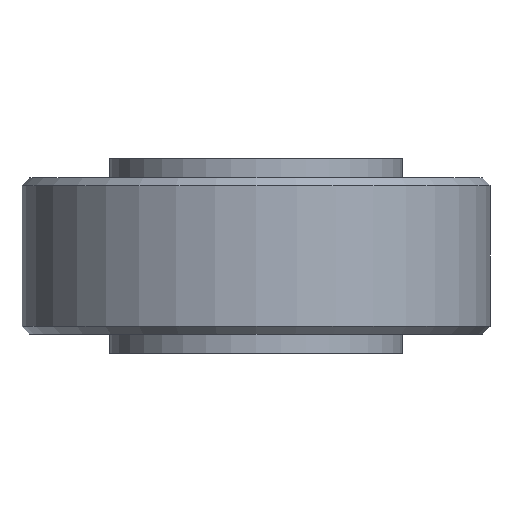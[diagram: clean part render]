
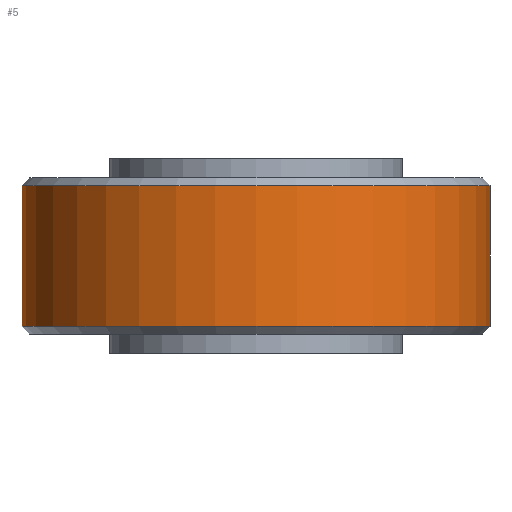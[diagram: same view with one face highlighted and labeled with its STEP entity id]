
A CAD part, front view. The second image highlights one B-rep face of the part: STEP entity #5.
In plain terms, the highlighted cylindrical face has radius 4.763 mm (diameter 9.525 mm), a partial arc.
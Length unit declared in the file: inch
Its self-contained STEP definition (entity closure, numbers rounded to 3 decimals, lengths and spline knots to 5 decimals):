
#5 = ADVANCED_FACE ( 'NONE', ( #1136 ), #1247, .T. ) ;
#12 = AXIS2_PLACEMENT_3D ( 'NONE', #144, #29, #489 ) ;
#22 = EDGE_CURVE ( 'NONE', #645, #1116, #856, .T. ) ;
#29 = DIRECTION ( 'NONE',  ( 0., 0., 1. ) ) ;
#116 = EDGE_CURVE ( 'NONE', #645, #1328, #676, .T. ) ;
#117 = VECTOR ( 'NONE', #1482, 39.37008 ) ;
#144 = CARTESIAN_POINT ( 'NONE',  ( 0., 0., 0.05625 ) ) ;
#211 = DIRECTION ( 'NONE',  ( 1., 0., 0. ) ) ;
#234 = AXIS2_PLACEMENT_3D ( 'NONE', #802, #338, #1240 ) ;
#320 = DIRECTION ( 'NONE',  ( 0., 0., 1. ) ) ;
#321 = ORIENTED_EDGE ( 'NONE', *, *, #22, .T. ) ;
#338 = DIRECTION ( 'NONE',  ( 0., 0., 1. ) ) ;
#379 = CARTESIAN_POINT ( 'NONE',  ( 0.1875, 0., 0.05625 ) ) ;
#389 = DIRECTION ( 'NONE',  ( 0., 0., 1. ) ) ;
#404 = EDGE_LOOP ( 'NONE', ( #1014, #321, #591, #1197 ) ) ;
#489 = DIRECTION ( 'NONE',  ( 1., 0., 0. ) ) ;
#564 = EDGE_CURVE ( 'NONE', #1116, #1418, #838, .T. ) ;
#581 = CARTESIAN_POINT ( 'NONE',  ( -0.1875, 0., 0.0625 ) ) ;
#591 = ORIENTED_EDGE ( 'NONE', *, *, #564, .T. ) ;
#622 = CARTESIAN_POINT ( 'NONE',  ( 0.1875, 0., 0.0625 ) ) ;
#639 = AXIS2_PLACEMENT_3D ( 'NONE', #1490, #320, #211 ) ;
#645 = VERTEX_POINT ( 'NONE', #1428 ) ;
#657 = CIRCLE ( 'NONE', #12, 0.1875 ) ;
#666 = CARTESIAN_POINT ( 'NONE',  ( 0.1875, 0., -0.05625 ) ) ;
#676 = LINE ( 'NONE', #581, #117 ) ;
#802 = CARTESIAN_POINT ( 'NONE',  ( 0., 0., 0.0625 ) ) ;
#838 = LINE ( 'NONE', #622, #987 ) ;
#856 = CIRCLE ( 'NONE', #639, 0.1875 ) ;
#987 = VECTOR ( 'NONE', #389, 39.37008 ) ;
#1014 = ORIENTED_EDGE ( 'NONE', *, *, #116, .F. ) ;
#1085 = EDGE_CURVE ( 'NONE', #1328, #1418, #657, .T. ) ;
#1116 = VERTEX_POINT ( 'NONE', #666 ) ;
#1136 = FACE_OUTER_BOUND ( 'NONE', #404, .T. ) ;
#1197 = ORIENTED_EDGE ( 'NONE', *, *, #1085, .F. ) ;
#1240 = DIRECTION ( 'NONE',  ( 1., 0., 0. ) ) ;
#1247 = CYLINDRICAL_SURFACE ( 'NONE', #234, 0.1875 ) ;
#1253 = CARTESIAN_POINT ( 'NONE',  ( -0.1875, 0., 0.05625 ) ) ;
#1328 = VERTEX_POINT ( 'NONE', #1253 ) ;
#1418 = VERTEX_POINT ( 'NONE', #379 ) ;
#1428 = CARTESIAN_POINT ( 'NONE',  ( -0.1875, 0., -0.05625 ) ) ;
#1482 = DIRECTION ( 'NONE',  ( 0., 0., 1. ) ) ;
#1490 = CARTESIAN_POINT ( 'NONE',  ( 0., 0., -0.05625 ) ) ;
